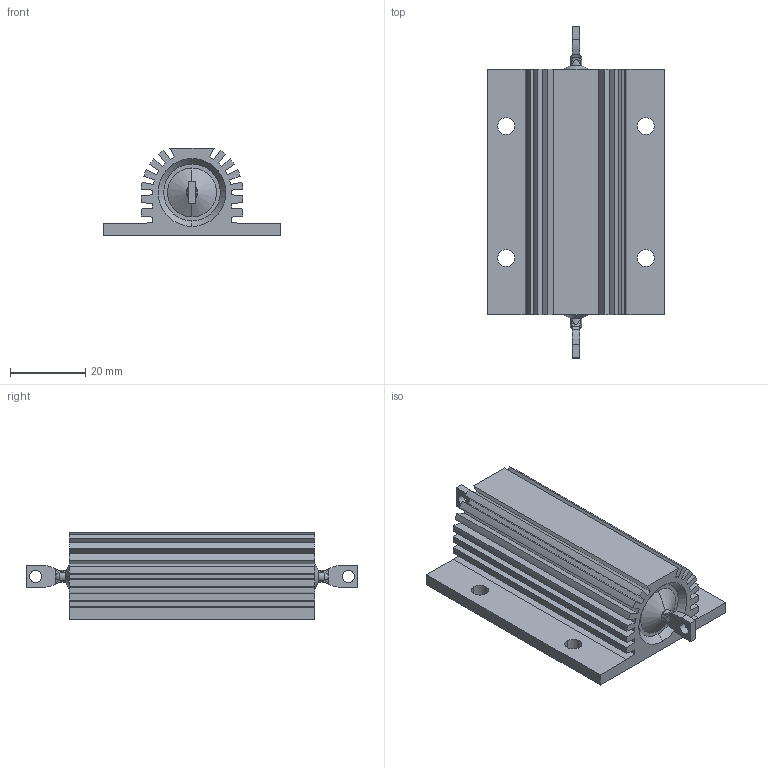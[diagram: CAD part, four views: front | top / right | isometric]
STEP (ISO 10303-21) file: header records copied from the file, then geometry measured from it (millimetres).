
FILE_DESCRIPTION (( 'STEP AP214' ), '1' );
FILE_NAME ('User Library-Power_resistor.STEP', '2020-04-28T17:46:03', ( '' ), ( '' ), 'SwSTEP 2.0', 'SolidWorks 2019', '' );
FILE_SCHEMA (( 'AUTOMOTIVE_DESIGN' ));
Length unit declared in the file: millimetre
Products named in the file (1): User Library-Power_resistor
Bounding box: 47 x 88 x 23.25 mm (x, y, z)
Volume: 37504.1 mm3; surface area: 15201.4 mm2
Topology: 1 solids, 1 shells, 138 faces, 392 edges, 254 vertices
Faces by surface type: plane 72, cylinder 42, bspline 16, cone 8
Entity records: 7408 total; most frequent: CARTESIAN_POINT 3893, ORIENTED_EDGE 768, DIRECTION 664, EDGE_CURVE 384, VERTEX_POINT 254, LINE 246, VECTOR 246, AXIS2_PLACEMENT_3D 209
